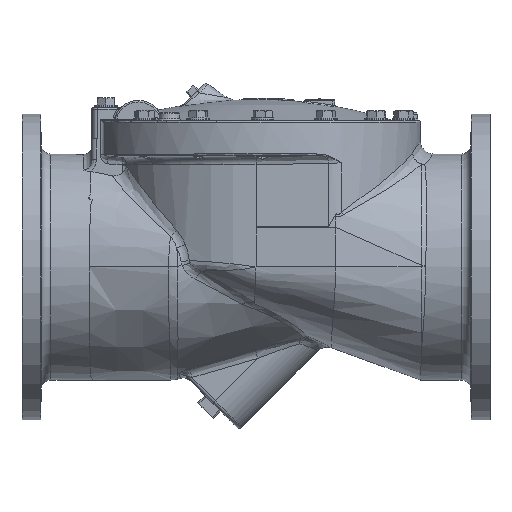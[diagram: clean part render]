
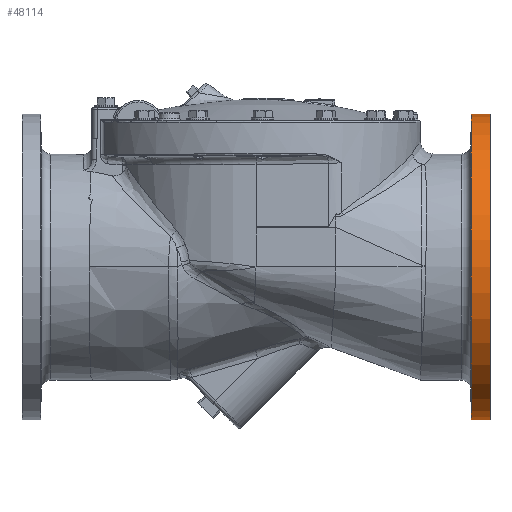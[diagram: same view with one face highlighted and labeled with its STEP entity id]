
A CAD part, top view. The second image highlights one B-rep face of the part: STEP entity #48114.
In plain terms, the highlighted cylindrical face has radius 298.45 mm (diameter 596.9 mm), a partial arc.
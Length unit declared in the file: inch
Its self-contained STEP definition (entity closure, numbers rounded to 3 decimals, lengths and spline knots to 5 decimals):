
#22605=CARTESIAN_POINT('',(16.56275,0.,0.));
#22606=DIRECTION('',(1.,0.,0.));
#22607=DIRECTION('',(0.,1.,0.));
#22608=AXIS2_PLACEMENT_3D('',#22605,#22606,#22607);
#24402=CARTESIAN_POINT('',(18.,0.,0.));
#24403=DIRECTION('',(1.,0.,0.));
#24404=DIRECTION('',(0.,1.,0.));
#24405=AXIS2_PLACEMENT_3D('',#24402,#24403,#24404);
#24572=DIRECTION('',(-1.,0.,0.));
#24573=VECTOR('',#24572,1.43725);
#24574=CARTESIAN_POINT('',(18.,11.75,0.));
#24575=LINE('',#24574,#24573);
#24576=DIRECTION('',(-1.,0.,0.));
#24577=VECTOR('',#24576,1.43725);
#24578=CARTESIAN_POINT('',(18.,-11.75,0.));
#24579=LINE('',#24578,#24577);
#30024=CARTESIAN_POINT('',(16.56275,11.75,0.));
#30025=CARTESIAN_POINT('',(16.56275,-11.75,0.));
#30026=VERTEX_POINT('',#30024);
#30027=VERTEX_POINT('',#30025);
#30080=CARTESIAN_POINT('',(18.,11.75,0.));
#30081=CARTESIAN_POINT('',(18.,-11.75,0.));
#30082=VERTEX_POINT('',#30080);
#30083=VERTEX_POINT('',#30081);
#48100=CARTESIAN_POINT('',(-20.1784,0.,0.));
#48101=DIRECTION('',(1.,0.,0.));
#48102=DIRECTION('',(0.,-1.,0.));
#48103=AXIS2_PLACEMENT_3D('',#48100,#48101,#48102);
#48104=CYLINDRICAL_SURFACE('',#48103,11.75);
#48106=ORIENTED_EDGE('',*,*,#48105,.T.);
#48108=ORIENTED_EDGE('',*,*,#48107,.T.);
#48109=ORIENTED_EDGE('',*,*,#48046,.F.);
#48111=ORIENTED_EDGE('',*,*,#48110,.F.);
#48112=EDGE_LOOP('',(#48106,#48108,#48109,#48111));
#48113=FACE_OUTER_BOUND('',#48112,.F.);
#22609=CIRCLE('',#22608,11.75);
#24406=CIRCLE('',#24405,11.75);
#48046=EDGE_CURVE('',#30026,#30027,#22609,.T.);
#48105=EDGE_CURVE('',#30082,#30083,#24406,.T.);
#48107=EDGE_CURVE('',#30083,#30027,#24579,.T.);
#48110=EDGE_CURVE('',#30082,#30026,#24575,.T.);
#48114=ADVANCED_FACE('',(#48113),#48104,.T.);
